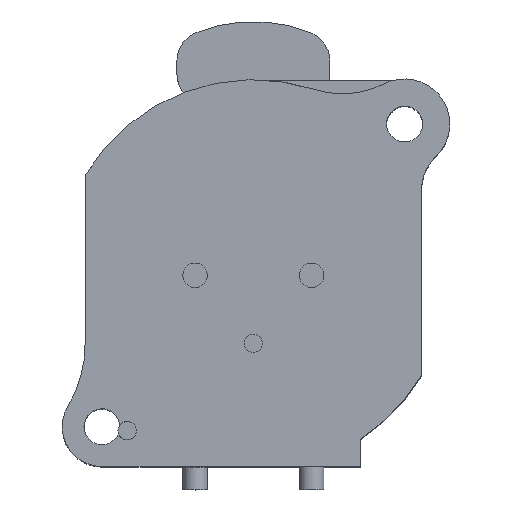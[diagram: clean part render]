
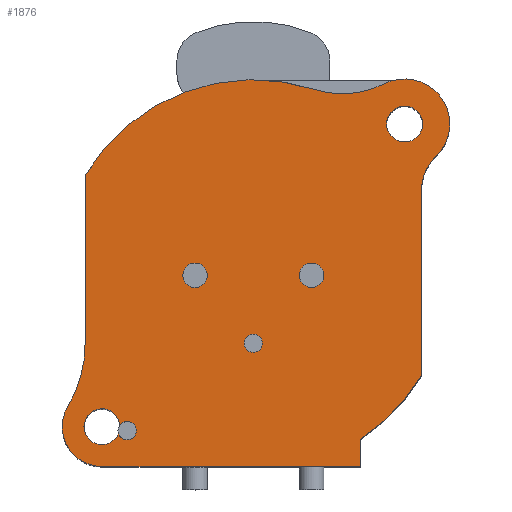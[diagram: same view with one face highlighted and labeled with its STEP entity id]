
A CAD part, top view. The second image highlights one B-rep face of the part: STEP entity #1876.
In plain terms, the highlighted planar face has unit normal (0, 0, 1).
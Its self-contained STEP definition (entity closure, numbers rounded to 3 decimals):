
#377=CARTESIAN_POINT('',(9.9,9.9,24.));
#378=DIRECTION('',(0.,0.,-1.));
#379=DIRECTION('',(1.,0.,0.));
#380=AXIS2_PLACEMENT_3D('',#377,#378,#379);
#385=CARTESIAN_POINT('',(9.9,9.9,24.));
#386=DIRECTION('',(0.,0.,-1.));
#387=DIRECTION('',(-1.,0.,0.));
#388=AXIS2_PLACEMENT_3D('',#385,#386,#387);
#393=DIRECTION('',(0.,-1.,0.));
#394=VECTOR('',#393,11.009);
#395=CARTESIAN_POINT('',(-11.,6.545,24.));
#396=LINE('',#395,#394);
#400=CARTESIAN_POINT('',(0.,0.,24.));
#401=DIRECTION('',(0.,0.,1.));
#402=DIRECTION('',(0.31,0.951,0.));
#403=AXIS2_PLACEMENT_3D('',#400,#401,#402);
#408=CARTESIAN_POINT('',(5.833,17.872,24.));
#409=DIRECTION('',(0.,0.,-1.));
#410=DIRECTION('',(0.454,-0.891,0.));
#411=AXIS2_PLACEMENT_3D('',#408,#409,#410);
#416=CARTESIAN_POINT('',(9.9,9.9,24.));
#417=DIRECTION('',(0.,0.,1.));
#418=DIRECTION('',(0.689,-0.725,0.));
#419=AXIS2_PLACEMENT_3D('',#416,#417,#418);
#424=CARTESIAN_POINT('',(14.,5.588,24.));
#425=DIRECTION('',(0.,0.,-1.));
#426=DIRECTION('',(-1.,0.,0.));
#427=AXIS2_PLACEMENT_3D('',#424,#425,#426);
#432=DIRECTION('',(0.,1.,0.));
#433=VECTOR('',#432,12.133);
#434=CARTESIAN_POINT('',(11.,-6.545,24.));
#435=LINE('',#434,#433);
#439=CARTESIAN_POINT('',(0.,0.,24.));
#440=DIRECTION('',(0.,0.,1.));
#441=DIRECTION('',(0.547,-0.837,0.));
#442=AXIS2_PLACEMENT_3D('',#439,#440,#441);
#447=DIRECTION('',(0.,1.,0.));
#448=VECTOR('',#447,1.784);
#449=CARTESIAN_POINT('',(7.,-12.5,24.));
#450=LINE('',#449,#448);
#454=DIRECTION('',(1.,0.,0.));
#455=VECTOR('',#454,16.9);
#456=CARTESIAN_POINT('',(-9.9,-12.5,24.));
#457=LINE('',#456,#455);
#461=CARTESIAN_POINT('',(-9.9,-9.9,24.));
#462=DIRECTION('',(0.,0.,1.));
#463=DIRECTION('',(-0.858,0.513,0.));
#464=AXIS2_PLACEMENT_3D('',#461,#462,#463);
#469=CARTESIAN_POINT('',(-19.,-4.464,24.));
#470=DIRECTION('',(0.,0.,-1.));
#471=DIRECTION('',(1.,0.,0.));
#472=AXIS2_PLACEMENT_3D('',#469,#470,#471);
#477=CARTESIAN_POINT('',(-9.9,-9.9,24.));
#478=DIRECTION('',(0.,0.,-1.));
#479=DIRECTION('',(0.922,-0.388,0.));
#480=AXIS2_PLACEMENT_3D('',#477,#478,#479);
#485=CARTESIAN_POINT('',(-8.25,-10.16,24.));
#486=DIRECTION('',(0.,0.,1.));
#487=DIRECTION('',(-0.945,-0.327,0.));
#488=AXIS2_PLACEMENT_3D('',#485,#486,#487);
#493=CARTESIAN_POINT('',(-8.25,-10.16,24.));
#494=DIRECTION('',(0.,0.,1.));
#495=DIRECTION('',(1.,0.,0.));
#496=AXIS2_PLACEMENT_3D('',#493,#494,#495);
#501=CARTESIAN_POINT('',(-9.9,-9.9,24.));
#502=DIRECTION('',(0.,0.,-1.));
#503=DIRECTION('',(-1.,0.,0.));
#504=AXIS2_PLACEMENT_3D('',#501,#502,#503);
#509=CARTESIAN_POINT('',(-3.81,0.,24.));
#510=DIRECTION('',(0.,0.,1.));
#511=DIRECTION('',(1.,0.,0.));
#512=AXIS2_PLACEMENT_3D('',#509,#510,#511);
#517=CARTESIAN_POINT('',(-3.81,0.,24.));
#518=DIRECTION('',(0.,0.,1.));
#519=DIRECTION('',(-1.,0.,0.));
#520=AXIS2_PLACEMENT_3D('',#517,#518,#519);
#525=CARTESIAN_POINT('',(3.81,0.,24.));
#526=DIRECTION('',(0.,0.,1.));
#527=DIRECTION('',(1.,0.,0.));
#528=AXIS2_PLACEMENT_3D('',#525,#526,#527);
#533=CARTESIAN_POINT('',(3.81,0.,24.));
#534=DIRECTION('',(0.,0.,1.));
#535=DIRECTION('',(-1.,0.,0.));
#536=AXIS2_PLACEMENT_3D('',#533,#534,#535);
#541=CARTESIAN_POINT('',(0.,-4.445,24.));
#542=DIRECTION('',(0.,0.,1.));
#543=DIRECTION('',(1.,0.,0.));
#544=AXIS2_PLACEMENT_3D('',#541,#542,#543);
#549=CARTESIAN_POINT('',(0.,-4.445,24.));
#550=DIRECTION('',(0.,0.,1.));
#551=DIRECTION('',(-1.,0.,0.));
#552=AXIS2_PLACEMENT_3D('',#549,#550,#551);
#1513=CARTESIAN_POINT('',(-11.,6.545,24.));
#1514=CARTESIAN_POINT('',(-11.,-4.464,24.));
#1515=VERTEX_POINT('',#1513);
#1516=VERTEX_POINT('',#1514);
#1517=CARTESIAN_POINT('',(-12.132,-8.567,24.));
#1518=CARTESIAN_POINT('',(-9.9,-12.5,24.));
#1519=VERTEX_POINT('',#1517);
#1520=VERTEX_POINT('',#1518);
#1521=CARTESIAN_POINT('',(7.,-12.5,24.));
#1522=VERTEX_POINT('',#1521);
#1523=CARTESIAN_POINT('',(7.,-10.716,24.));
#1524=VERTEX_POINT('',#1523);
#1525=CARTESIAN_POINT('',(11.,-6.545,24.));
#1526=CARTESIAN_POINT('',(11.,5.588,24.));
#1527=VERTEX_POINT('',#1525);
#1528=VERTEX_POINT('',#1526);
#1529=CARTESIAN_POINT('',(11.933,7.762,24.));
#1530=CARTESIAN_POINT('',(8.559,12.528,24.));
#1531=VERTEX_POINT('',#1529);
#1532=VERTEX_POINT('',#1530);
#1533=CARTESIAN_POINT('',(3.971,12.168,24.));
#1534=VERTEX_POINT('',#1533);
#1545=CARTESIAN_POINT('',(11.075,9.9,24.));
#1546=CARTESIAN_POINT('',(8.725,9.9,24.));
#1547=VERTEX_POINT('',#1545);
#1548=VERTEX_POINT('',#1546);
#1549=CARTESIAN_POINT('',(-11.075,-9.9,24.));
#1550=VERTEX_POINT('',#1549);
#1603=CARTESIAN_POINT('',(-3.01,0.,24.));
#1604=VERTEX_POINT('',#1603);
#1605=CARTESIAN_POINT('',(-4.61,0.,24.));
#1606=VERTEX_POINT('',#1605);
#1607=CARTESIAN_POINT('',(4.61,0.,24.));
#1608=VERTEX_POINT('',#1607);
#1609=CARTESIAN_POINT('',(3.01,0.,24.));
#1610=VERTEX_POINT('',#1609);
#1611=CARTESIAN_POINT('',(0.6,-4.445,24.));
#1612=VERTEX_POINT('',#1611);
#1613=CARTESIAN_POINT('',(-0.6,-4.445,24.));
#1614=VERTEX_POINT('',#1613);
#1709=CARTESIAN_POINT('',(-8.817,-10.356,24.));
#1710=VERTEX_POINT('',#1709);
#1711=CARTESIAN_POINT('',(-8.729,-9.799,24.));
#1712=VERTEX_POINT('',#1711);
#1715=CARTESIAN_POINT('',(-7.65,-10.16,24.));
#1716=VERTEX_POINT('',#1715);
#1815=CARTESIAN_POINT('',(0.,0.,24.));
#1816=DIRECTION('',(0.,0.,1.));
#1817=DIRECTION('',(1.,0.,0.));
#1818=AXIS2_PLACEMENT_3D('',#1815,#1816,#1817);
#1819=PLANE('',#1818);
#1821=ORIENTED_EDGE('',*,*,#1820,.F.);
#1823=ORIENTED_EDGE('',*,*,#1822,.F.);
#1825=ORIENTED_EDGE('',*,*,#1824,.F.);
#1827=ORIENTED_EDGE('',*,*,#1826,.F.);
#1829=ORIENTED_EDGE('',*,*,#1828,.F.);
#1831=ORIENTED_EDGE('',*,*,#1830,.F.);
#1833=ORIENTED_EDGE('',*,*,#1832,.F.);
#1835=ORIENTED_EDGE('',*,*,#1834,.F.);
#1837=ORIENTED_EDGE('',*,*,#1836,.F.);
#1839=ORIENTED_EDGE('',*,*,#1838,.F.);
#1841=ORIENTED_EDGE('',*,*,#1840,.F.);
#1842=EDGE_LOOP('',(#1821,#1823,#1825,#1827,#1829,#1831,#1833,#1835,#1837,#1839,
#1841));
#1843=FACE_OUTER_BOUND('',#1842,.F.);
#1844=ORIENTED_EDGE('',*,*,#1795,.F.);
#1845=ORIENTED_EDGE('',*,*,#1809,.F.);
#1846=EDGE_LOOP('',(#1844,#1845));
#1847=FACE_BOUND('',#1846,.F.);
#1849=ORIENTED_EDGE('',*,*,#1848,.F.);
#1851=ORIENTED_EDGE('',*,*,#1850,.T.);
#1853=ORIENTED_EDGE('',*,*,#1852,.T.);
#1855=ORIENTED_EDGE('',*,*,#1854,.F.);
#1856=EDGE_LOOP('',(#1849,#1851,#1853,#1855));
#1857=FACE_BOUND('',#1856,.F.);
#1859=ORIENTED_EDGE('',*,*,#1858,.T.);
#1861=ORIENTED_EDGE('',*,*,#1860,.T.);
#1862=EDGE_LOOP('',(#1859,#1861));
#1863=FACE_BOUND('',#1862,.F.);
#1865=ORIENTED_EDGE('',*,*,#1864,.T.);
#1867=ORIENTED_EDGE('',*,*,#1866,.T.);
#1868=EDGE_LOOP('',(#1865,#1867));
#1869=FACE_BOUND('',#1868,.F.);
#1871=ORIENTED_EDGE('',*,*,#1870,.T.);
#1873=ORIENTED_EDGE('',*,*,#1872,.T.);
#1874=EDGE_LOOP('',(#1871,#1873));
#1875=FACE_BOUND('',#1874,.F.);
#381=CIRCLE('',#380,1.175);
#389=CIRCLE('',#388,1.175);
#404=CIRCLE('',#403,12.8);
#412=CIRCLE('',#411,6.);
#420=CIRCLE('',#419,2.95);
#428=CIRCLE('',#427,3.);
#443=CIRCLE('',#442,12.8);
#465=CIRCLE('',#464,2.6);
#473=CIRCLE('',#472,8.);
#481=CIRCLE('',#480,1.175);
#489=CIRCLE('',#488,0.6);
#497=CIRCLE('',#496,0.6);
#505=CIRCLE('',#504,1.175);
#513=CIRCLE('',#512,0.8);
#521=CIRCLE('',#520,0.8);
#529=CIRCLE('',#528,0.8);
#537=CIRCLE('',#536,0.8);
#545=CIRCLE('',#544,0.6);
#553=CIRCLE('',#552,0.6);
#1795=EDGE_CURVE('',#1547,#1548,#381,.T.);
#1809=EDGE_CURVE('',#1548,#1547,#389,.T.);
#1820=EDGE_CURVE('',#1515,#1516,#396,.T.);
#1822=EDGE_CURVE('',#1534,#1515,#404,.T.);
#1824=EDGE_CURVE('',#1532,#1534,#412,.T.);
#1826=EDGE_CURVE('',#1531,#1532,#420,.T.);
#1828=EDGE_CURVE('',#1528,#1531,#428,.T.);
#1830=EDGE_CURVE('',#1527,#1528,#435,.T.);
#1832=EDGE_CURVE('',#1524,#1527,#443,.T.);
#1834=EDGE_CURVE('',#1522,#1524,#450,.T.);
#1836=EDGE_CURVE('',#1520,#1522,#457,.T.);
#1838=EDGE_CURVE('',#1519,#1520,#465,.T.);
#1840=EDGE_CURVE('',#1516,#1519,#473,.T.);
#1848=EDGE_CURVE('',#1710,#1550,#481,.T.);
#1850=EDGE_CURVE('',#1710,#1716,#489,.T.);
#1852=EDGE_CURVE('',#1716,#1712,#497,.T.);
#1854=EDGE_CURVE('',#1550,#1712,#505,.T.);
#1858=EDGE_CURVE('',#1604,#1606,#513,.T.);
#1860=EDGE_CURVE('',#1606,#1604,#521,.T.);
#1864=EDGE_CURVE('',#1608,#1610,#529,.T.);
#1866=EDGE_CURVE('',#1610,#1608,#537,.T.);
#1870=EDGE_CURVE('',#1612,#1614,#545,.T.);
#1872=EDGE_CURVE('',#1614,#1612,#553,.T.);
#1876=ADVANCED_FACE('',(#1843,#1847,#1857,#1863,#1869,#1875),#1819,.T.);
